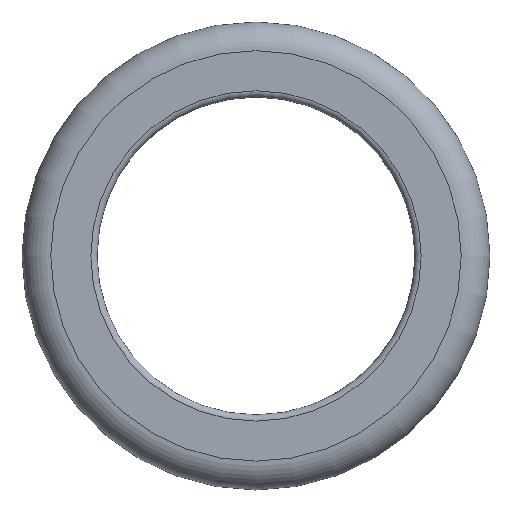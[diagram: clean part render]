
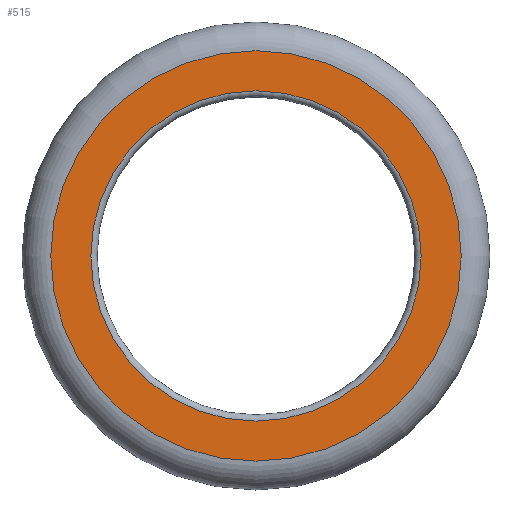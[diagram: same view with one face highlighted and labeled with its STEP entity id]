
A CAD part, top view. The second image highlights one B-rep face of the part: STEP entity #515.
In plain terms, the highlighted planar face has unit normal (0, 0, 1).
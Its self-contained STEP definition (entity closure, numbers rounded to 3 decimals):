
#357 = TOROIDAL_SURFACE('',#358,13.2,0.5);
#358 = AXIS2_PLACEMENT_3D('',#359,#360,#361);
#359 = CARTESIAN_POINT('',(0.,0.,14.));
#360 = DIRECTION('',(0.,0.,1.));
#361 = DIRECTION('',(-1.,0.,0.));
#429 = VERTEX_POINT('',#430);
#430 = CARTESIAN_POINT('',(-13.2,0.,14.5));
#452 = EDGE_CURVE('',#429,#429,#453,.T.);
#453 = SURFACE_CURVE('',#454,(#459,#466),.PCURVE_S1.);
#454 = CIRCLE('',#455,13.2);
#455 = AXIS2_PLACEMENT_3D('',#456,#457,#458);
#456 = CARTESIAN_POINT('',(0.,0.,14.5));
#457 = DIRECTION('',(0.,0.,1.));
#458 = DIRECTION('',(-1.,0.,0.));
#459 = PCURVE('',#357,#460);
#460 = DEFINITIONAL_REPRESENTATION('',(#461),#465);
#461 = LINE('',#462,#463);
#462 = CARTESIAN_POINT('',(0.,1.571));
#463 = VECTOR('',#464,1.);
#464 = DIRECTION('',(1.,0.));
#465 = ( GEOMETRIC_REPRESENTATION_CONTEXT(2) 
PARAMETRIC_REPRESENTATION_CONTEXT() REPRESENTATION_CONTEXT('2D SPACE',''
  ) );
#466 = PCURVE('',#467,#472);
#467 = PLANE('',#468);
#468 = AXIS2_PLACEMENT_3D('',#469,#470,#471);
#469 = CARTESIAN_POINT('',(0.,0.,14.5));
#470 = DIRECTION('',(0.,0.,1.));
#471 = DIRECTION('',(-1.,-0.,-0.));
#472 = DEFINITIONAL_REPRESENTATION('',(#473),#477);
#473 = CIRCLE('',#474,13.2);
#474 = AXIS2_PLACEMENT_2D('',#475,#476);
#475 = CARTESIAN_POINT('',(0.,0.));
#476 = DIRECTION('',(1.,-0.));
#477 = ( GEOMETRIC_REPRESENTATION_CONTEXT(2) 
PARAMETRIC_REPRESENTATION_CONTEXT() REPRESENTATION_CONTEXT('2D SPACE',''
  ) );
#515 = ADVANCED_FACE('',(#516,#519),#467,.T.);
#516 = FACE_BOUND('',#517,.F.);
#517 = EDGE_LOOP('',(#518));
#518 = ORIENTED_EDGE('',*,*,#452,.T.);
#519 = FACE_BOUND('',#520,.F.);
#520 = EDGE_LOOP('',(#521));
#521 = ORIENTED_EDGE('',*,*,#522,.F.);
#522 = EDGE_CURVE('',#523,#523,#525,.T.);
#523 = VERTEX_POINT('',#524);
#524 = CARTESIAN_POINT('',(-16.4,0.,14.5));
#525 = SURFACE_CURVE('',#526,(#531,#538),.PCURVE_S1.);
#526 = CIRCLE('',#527,16.4);
#527 = AXIS2_PLACEMENT_3D('',#528,#529,#530);
#528 = CARTESIAN_POINT('',(0.,0.,14.5));
#529 = DIRECTION('',(0.,0.,1.));
#530 = DIRECTION('',(-1.,0.,0.));
#531 = PCURVE('',#467,#532);
#532 = DEFINITIONAL_REPRESENTATION('',(#533),#537);
#533 = CIRCLE('',#534,16.4);
#534 = AXIS2_PLACEMENT_2D('',#535,#536);
#535 = CARTESIAN_POINT('',(0.,0.));
#536 = DIRECTION('',(1.,-0.));
#537 = ( GEOMETRIC_REPRESENTATION_CONTEXT(2) 
PARAMETRIC_REPRESENTATION_CONTEXT() REPRESENTATION_CONTEXT('2D SPACE',''
  ) );
#538 = PCURVE('',#539,#544);
#539 = TOROIDAL_SURFACE('',#540,16.4,2.3);
#540 = AXIS2_PLACEMENT_3D('',#541,#542,#543);
#541 = CARTESIAN_POINT('',(0.,0.,12.2));
#542 = DIRECTION('',(0.,0.,-1.));
#543 = DIRECTION('',(-1.,0.,0.));
#544 = DEFINITIONAL_REPRESENTATION('',(#545),#549);
#545 = LINE('',#546,#547);
#546 = CARTESIAN_POINT('',(-0.,4.712));
#547 = VECTOR('',#548,1.);
#548 = DIRECTION('',(-1.,0.));
#549 = ( GEOMETRIC_REPRESENTATION_CONTEXT(2) 
PARAMETRIC_REPRESENTATION_CONTEXT() REPRESENTATION_CONTEXT('2D SPACE',''
  ) );
